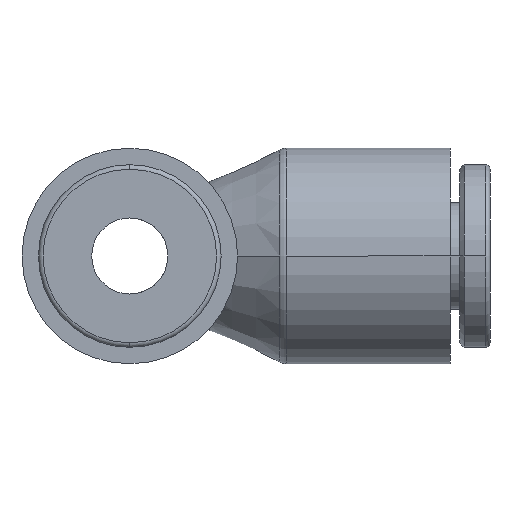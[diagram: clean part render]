
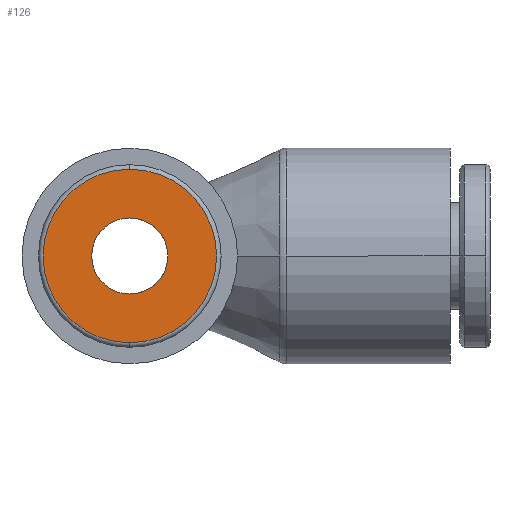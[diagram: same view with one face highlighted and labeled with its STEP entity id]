
A CAD part, left-side view. The second image highlights one B-rep face of the part: STEP entity #126.
In plain terms, the highlighted planar face has unit normal (-1, 0, 0).
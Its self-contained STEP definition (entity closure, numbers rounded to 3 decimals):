
#126=ADVANCED_FACE('',(#306,#307),#308,.T.);
#306=FACE_BOUND('',#500,.T.);
#307=FACE_OUTER_BOUND('',#501,.T.);
#308=PLANE('',#502);
#500=EDGE_LOOP('',(#1188,#1189));
#501=EDGE_LOOP('',(#1190,#1191,#1192));
#502=AXIS2_PLACEMENT_3D('',#1193,#1194,#1195);
#1188=ORIENTED_EDGE('',*,*,#1474,.T.);
#1189=ORIENTED_EDGE('',*,*,#1396,.T.);
#1190=ORIENTED_EDGE('',*,*,#1501,.T.);
#1191=ORIENTED_EDGE('',*,*,#1310,.T.);
#1192=ORIENTED_EDGE('',*,*,#1502,.T.);
#1193=CARTESIAN_POINT('',(-14.2,1.71,0.));
#1194=DIRECTION('',(-1.0,0.,0.));
#1195=DIRECTION('',(0.,1.0,0.));
#1310=EDGE_CURVE('',#1572,#1578,#1580,.T.);
#1396=EDGE_CURVE('',#1732,#1737,#1739,.T.);
#1474=EDGE_CURVE('',#1737,#1732,#1866,.T.);
#1501=EDGE_CURVE('',#1894,#1572,#1895,.T.);
#1502=EDGE_CURVE('',#1578,#1894,#1896,.T.);
#1572=VERTEX_POINT('',#1977);
#1578=VERTEX_POINT('',#1983);
#1580=CIRCLE('',#1985,3.42);
#1732=VERTEX_POINT('',#2183);
#1737=VERTEX_POINT('',#2189);
#1739=CIRCLE('',#2192,1.5);
#1866=CIRCLE('',#2542,1.5);
#1894=VERTEX_POINT('',#2576);
#1895=CIRCLE('',#2577,3.42);
#1896=CIRCLE('',#2578,3.42);
#1977=CARTESIAN_POINT('',(-14.2,0.,-3.42));
#1983=CARTESIAN_POINT('',(-14.2,0.,3.42));
#1985=AXIS2_PLACEMENT_3D('',#2675,#2676,#2677);
#2183=CARTESIAN_POINT('',(-14.2,0.,1.5));
#2189=CARTESIAN_POINT('',(-14.2,0.0,-1.5));
#2192=AXIS2_PLACEMENT_3D('',#2873,#2874,#2875);
#2542=AXIS2_PLACEMENT_3D('',#2986,#2987,#2988);
#2576=CARTESIAN_POINT('',(-14.2,3.42,0.));
#2577=AXIS2_PLACEMENT_3D('',#3061,#3062,#3063);
#2578=AXIS2_PLACEMENT_3D('',#3064,#3065,#3066);
#2675=CARTESIAN_POINT('',(-14.2,0.0,0.0));
#2676=DIRECTION('',(-1.0,0.,0.));
#2677=DIRECTION('',(0.,1.0,0.));
#2873=CARTESIAN_POINT('',(-14.2,0.0,0.0));
#2874=DIRECTION('',(1.0,0.,0.));
#2875=DIRECTION('',(0.0,0.,1.0));
#2986=CARTESIAN_POINT('',(-14.2,0.0,0.0));
#2987=DIRECTION('',(1.0,0.,0.));
#2988=DIRECTION('',(0.0,0.,1.0));
#3061=CARTESIAN_POINT('',(-14.2,0.0,0.0));
#3062=DIRECTION('',(-1.0,0.,0.));
#3063=DIRECTION('',(0.,1.0,0.));
#3064=CARTESIAN_POINT('',(-14.2,0.0,0.0));
#3065=DIRECTION('',(-1.0,0.,0.));
#3066=DIRECTION('',(0.,1.0,0.));
